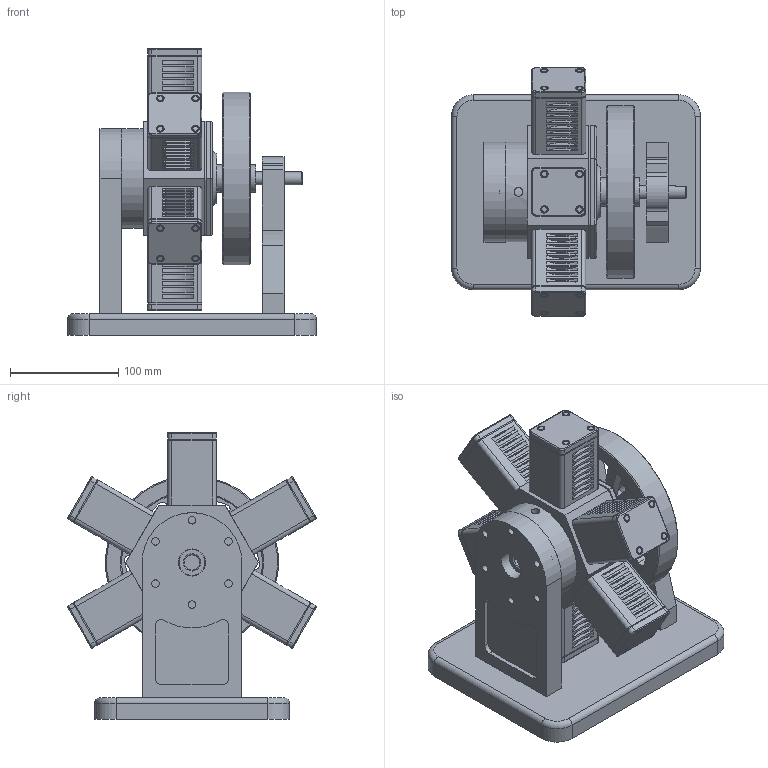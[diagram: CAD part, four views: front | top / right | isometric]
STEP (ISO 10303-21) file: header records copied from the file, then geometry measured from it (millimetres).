
FILE_DESCRIPTION(/* description */ (''),/* implementation_level */ '2;1');
FILE_NAME(/* name */ 'Percobaan Radial Engine.stp',/* time_stamp */ '2020-08-30T20:25:10+07:00',/* author */ ('Rafif Hanif Harmadi'),/* organization */ (''),/* preprocessor_version */ 'ST-DEVELOPER v16.5',/* originating_system */ 'Autodesk Inventor 2017',/* authorisation */ '');
FILE_SCHEMA (('AUTOMOTIVE_DESIGN { 1 0 10303 214 3 1 1 }'));
Products named in the file (25): Radial Engine (Rafif Hanif); Assembly Crank Saft; Assembly Crank saft ( Crank saft pin); Assembly Crank Saft (Crankshaft Valve Crank); Assembly Crank shaft (Crankshaft); Assembly Crank saft ( Crank saft counter weight); Item 9 connecting rod hub; Item 1 Crankcase; Assembly Piston; Assembly Piston ( Piston); Assembly piston (Piston compression ring); Part5; Item 2 cylinder; item 7 connecting rod; Item 10 Crankcase Cover; Item 11 Crankcase Gasket; Item 12 fly wheel; Item 16 Bearing Holder; Item 13 Valve; item 14 Valve Housing; Item 17 bearing stand; Item 3 cylinder head gasket; Item 4 Cylinder Head; Item 5 Cylinder head Bolt; Item 15 Stand
Assembly tree (74 placements, depth 3):
  Radial Engine (Rafif Hanif)
    Assembly Piston  x6
      Assembly Piston ( Piston)
      Assembly piston (Piston compression ring)
      Part5
    item 7 connecting rod  x6
    Item 2 cylinder  x6
    Assembly Crank Saft
      Assembly Crank saft ( Crank saft counter weight)  x2
      Assembly Crank saft ( Crank saft pin)
      Assembly Crank Saft (Crankshaft Valve Crank)
      Assembly Crank shaft (Crankshaft)
    Item 9 connecting rod hub
    Item 1 Crankcase
    Item 10 Crankcase Cover
    Item 11 Crankcase Gasket
    Item 12 fly wheel
    Item 16 Bearing Holder
    Item 13 Valve
    item 14 Valve Housing
    Item 17 bearing stand
    Item 3 cylinder head gasket  x6
    Item 4 Cylinder Head  x6
    Item 5 Cylinder head Bolt  x24
    Item 15 Stand
Bounding box: 230 x 229.61 x 265 mm (x, y, z)
Volume: 2552025.5 mm3; surface area: 732125 mm2
Topology: 87 solids, 87 shells, 1802 faces, 4085 edges, 2688 vertices
Faces by surface type: plane 878, cylinder 786, cone 79, torus 59
Full cylindrical faces by diameter (mm): 3 x12, 4 x20, 5 x43, 6 x60, 7 x96, 8 x1, 10 x17, 11 x4, 12 x15, 13 x1, 14 x3, 16 x5, 18 x4, 20 x7, 24 x1, 25 x1, 26 x20, 28 x4, 30 x2, 32 x30, 36 x12, 38 x2, 42 x3, 66 x1, 80 x1, 90 x3, 92 x1, 130 x2, 160 x1
Entity records: 21774 total; most frequent: CARTESIAN_POINT 5241, DIRECTION 3432, ORIENTED_EDGE 2680, AXIS2_PLACEMENT_3D 1419, EDGE_CURVE 1340, EDGE_LOOP 1225, VERTEX_POINT 1017, FACE_OUTER_BOUND 658
